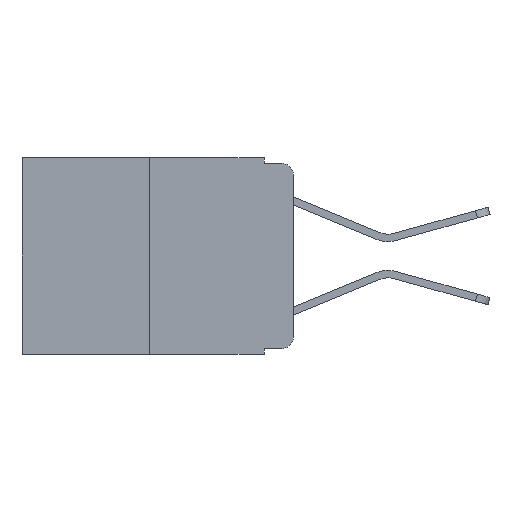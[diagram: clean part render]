
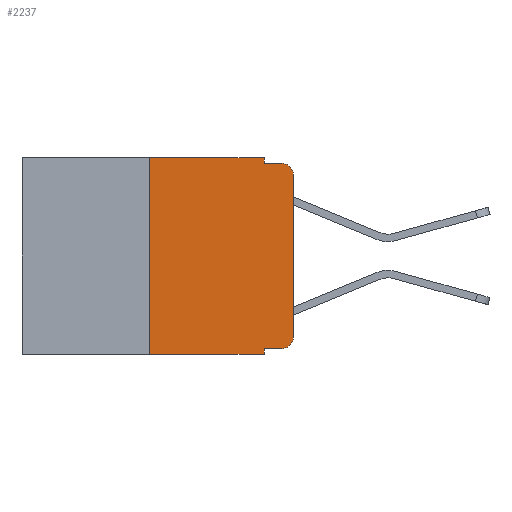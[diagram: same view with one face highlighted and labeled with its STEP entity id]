
A CAD part, left-side view. The second image highlights one B-rep face of the part: STEP entity #2237.
In plain terms, the highlighted planar face has unit normal (-1, 0, 0).
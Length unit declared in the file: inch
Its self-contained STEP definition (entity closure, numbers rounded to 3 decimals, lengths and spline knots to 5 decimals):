
#101 = LINE ( 'NONE', #4800, #20056 ) ;
#690 = DIRECTION ( 'NONE',  ( 1., 0., 0. ) ) ;
#912 = ORIENTED_EDGE ( 'NONE', *, *, #3943, .T. ) ;
#956 = CARTESIAN_POINT ( 'NONE',  ( 0., 0.25, -0.343 ) ) ;
#1026 = ORIENTED_EDGE ( 'NONE', *, *, #6612, .F. ) ;
#1283 = CARTESIAN_POINT ( 'NONE',  ( 0., 0.25, 0. ) ) ;
#1356 = DIRECTION ( 'NONE',  ( 0., 0., 1. ) ) ;
#1669 = CARTESIAN_POINT ( 'NONE',  ( 0., 0., 0. ) ) ;
#1803 = DIRECTION ( 'NONE',  ( 0., 0., -1. ) ) ;
#2237 = ADVANCED_FACE ( 'NONE', ( #24545 ), #12310, .F. ) ;
#2292 = VERTEX_POINT ( 'NONE', #21983 ) ;
#2310 = VERTEX_POINT ( 'NONE', #20175 ) ;
#2981 = LINE ( 'NONE', #21021, #17781 ) ;
#3227 = EDGE_CURVE ( 'NONE', #11431, #3363, #8758, .T. ) ;
#3363 = VERTEX_POINT ( 'NONE', #13577 ) ;
#3484 = VECTOR ( 'NONE', #1803, 39.37008 ) ;
#3943 = EDGE_CURVE ( 'NONE', #20644, #11431, #21819, .T. ) ;
#4114 = CARTESIAN_POINT ( 'NONE',  ( 0., 0.051, -0.01 ) ) ;
#4187 = VERTEX_POINT ( 'NONE', #8593 ) ;
#4704 = LINE ( 'NONE', #17444, #24424 ) ;
#4800 = CARTESIAN_POINT ( 'NONE',  ( 0., 0.473, -0.343 ) ) ;
#5476 = EDGE_LOOP ( 'NONE', ( #22498, #17524, #20885, #7948, #18565, #11402, #14639, #1026, #912, #20427 ) ) ;
#6183 = VECTOR ( 'NONE', #15189, 39.37008 ) ;
#6206 = CARTESIAN_POINT ( 'NONE',  ( 0., 0.051, -0.01 ) ) ;
#6590 = VECTOR ( 'NONE', #23094, 39.37008 ) ;
#6612 = EDGE_CURVE ( 'NONE', #20644, #2310, #9290, .T. ) ;
#7110 = AXIS2_PLACEMENT_3D ( 'NONE', #19461, #7996, #21362 ) ;
#7680 = CARTESIAN_POINT ( 'NONE',  ( 0., 0.02, -0.333 ) ) ;
#7869 = CARTESIAN_POINT ( 'NONE',  ( 0., 0.051, 0. ) ) ;
#7948 = ORIENTED_EDGE ( 'NONE', *, *, #10459, .F. ) ;
#7996 = DIRECTION ( 'NONE',  ( -1., 0., 0. ) ) ;
#8461 = CARTESIAN_POINT ( 'NONE',  ( 0., 0.473, 0. ) ) ;
#8593 = CARTESIAN_POINT ( 'NONE',  ( 0., 0.25, 0. ) ) ;
#8758 = CIRCLE ( 'NONE', #17053, 0.02 ) ;
#9182 = EDGE_CURVE ( 'NONE', #10811, #4187, #21101, .T. ) ;
#9263 = DIRECTION ( 'NONE',  ( -1., 0., 0. ) ) ;
#9290 = LINE ( 'NONE', #15325, #3484 ) ;
#10459 = EDGE_CURVE ( 'NONE', #11172, #12166, #2981, .T. ) ;
#10811 = VERTEX_POINT ( 'NONE', #956 ) ;
#11172 = VERTEX_POINT ( 'NONE', #7869 ) ;
#11195 = CARTESIAN_POINT ( 'NONE',  ( 0., 0.051, -0.333 ) ) ;
#11402 = ORIENTED_EDGE ( 'NONE', *, *, #9182, .F. ) ;
#11424 = LINE ( 'NONE', #4114, #17735 ) ;
#11431 = VERTEX_POINT ( 'NONE', #7680 ) ;
#12166 = VERTEX_POINT ( 'NONE', #6206 ) ;
#12310 = PLANE ( 'NONE',  #12369 ) ;
#12369 = AXIS2_PLACEMENT_3D ( 'NONE', #8461, #690, #14215 ) ;
#13010 = EDGE_CURVE ( 'NONE', #12166, #14586, #11424, .T. ) ;
#13577 = CARTESIAN_POINT ( 'NONE',  ( 0., 0., -0.313 ) ) ;
#14215 = DIRECTION ( 'NONE',  ( 0., 0., -1. ) ) ;
#14231 = CARTESIAN_POINT ( 'NONE',  ( 0., 0.02, -0.01 ) ) ;
#14286 = EDGE_CURVE ( 'NONE', #2292, #14586, #20232, .T. ) ;
#14447 = DIRECTION ( 'NONE',  ( 0., -1., 0. ) ) ;
#14586 = VERTEX_POINT ( 'NONE', #14231 ) ;
#14639 = ORIENTED_EDGE ( 'NONE', *, *, #22298, .T. ) ;
#15189 = DIRECTION ( 'NONE',  ( 0., 0., 1. ) ) ;
#15238 = DIRECTION ( 'NONE',  ( 0., 0., -1. ) ) ;
#15325 = CARTESIAN_POINT ( 'NONE',  ( 0., 0.051, 0. ) ) ;
#15492 = CARTESIAN_POINT ( 'NONE',  ( 0., 0.051, -0.333 ) ) ;
#16024 = VECTOR ( 'NONE', #1356, 39.37008 ) ;
#16389 = LINE ( 'NONE', #1669, #6183 ) ;
#17053 = AXIS2_PLACEMENT_3D ( 'NONE', #20701, #9263, #22596 ) ;
#17081 = EDGE_CURVE ( 'NONE', #4187, #11172, #4704, .T. ) ;
#17444 = CARTESIAN_POINT ( 'NONE',  ( 0., 0.473, 0. ) ) ;
#17524 = ORIENTED_EDGE ( 'NONE', *, *, #14286, .T. ) ;
#17735 = VECTOR ( 'NONE', #19524, 39.37008 ) ;
#17781 = VECTOR ( 'NONE', #15238, 39.37008 ) ;
#18178 = EDGE_CURVE ( 'NONE', #3363, #2292, #16389, .T. ) ;
#18565 = ORIENTED_EDGE ( 'NONE', *, *, #17081, .F. ) ;
#19461 = CARTESIAN_POINT ( 'NONE',  ( 0., 0.02, -0.03 ) ) ;
#19524 = DIRECTION ( 'NONE',  ( 0., -1., 0. ) ) ;
#20056 = VECTOR ( 'NONE', #14447, 39.37008 ) ;
#20175 = CARTESIAN_POINT ( 'NONE',  ( 0., 0.051, -0.343 ) ) ;
#20232 = CIRCLE ( 'NONE', #7110, 0.02 ) ;
#20427 = ORIENTED_EDGE ( 'NONE', *, *, #3227, .T. ) ;
#20644 = VERTEX_POINT ( 'NONE', #11195 ) ;
#20701 = CARTESIAN_POINT ( 'NONE',  ( 0., 0.02, -0.313 ) ) ;
#20885 = ORIENTED_EDGE ( 'NONE', *, *, #13010, .F. ) ;
#21021 = CARTESIAN_POINT ( 'NONE',  ( 0., 0.051, 0. ) ) ;
#21101 = LINE ( 'NONE', #1283, #16024 ) ;
#21167 = DIRECTION ( 'NONE',  ( 0., -1., 0. ) ) ;
#21362 = DIRECTION ( 'NONE',  ( 0., 0., -1. ) ) ;
#21819 = LINE ( 'NONE', #15492, #6590 ) ;
#21983 = CARTESIAN_POINT ( 'NONE',  ( 0., 0., -0.03 ) ) ;
#22298 = EDGE_CURVE ( 'NONE', #10811, #2310, #101, .T. ) ;
#22498 = ORIENTED_EDGE ( 'NONE', *, *, #18178, .T. ) ;
#22596 = DIRECTION ( 'NONE',  ( 0., 0., -1. ) ) ;
#23094 = DIRECTION ( 'NONE',  ( 0., -1., 0. ) ) ;
#24424 = VECTOR ( 'NONE', #21167, 39.37008 ) ;
#24545 = FACE_OUTER_BOUND ( 'NONE', #5476, .T. ) ;
